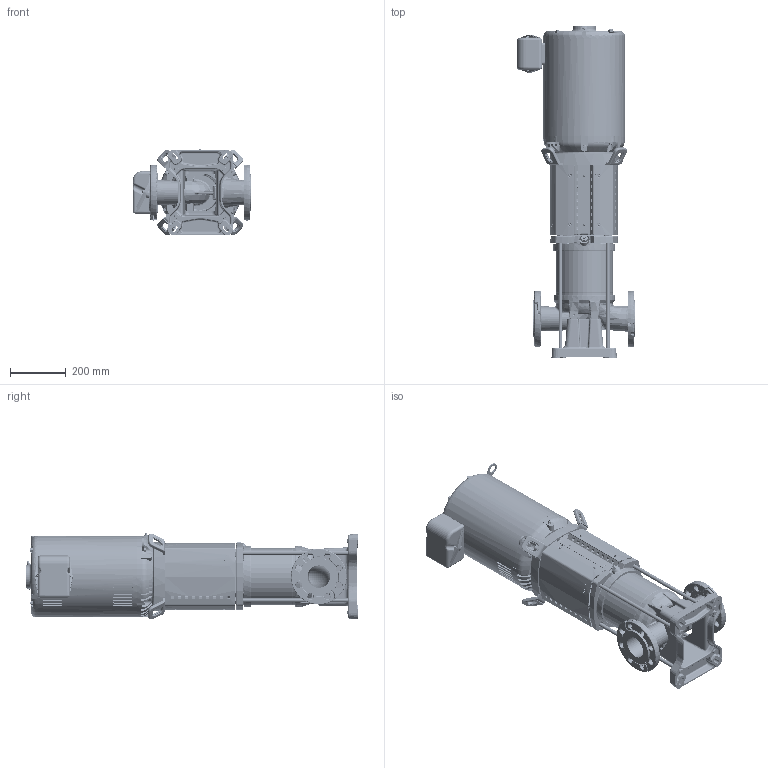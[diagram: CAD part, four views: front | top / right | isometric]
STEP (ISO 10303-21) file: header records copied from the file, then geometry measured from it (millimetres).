
FILE_DESCRIPTION(/* description */ (''),/* implementation_level */ '2;1');
FILE_NAME(/* name */ '2700886 - HELIX V270-02-1_A3_E_KS_N_20_3_Shrinkwrap_1.stp',/* time_stamp */ '2022-03-25T16:35:23-05:00',/* author */ ('faliszekte'),/* organization */ (''),/* preprocessor_version */ 'ST-DEVELOPER v18.1',/* originating_system */ 'Autodesk Inventor 2021',/* authorisation */ '');
FILE_SCHEMA (('AUTOMOTIVE_DESIGN { 1 0 10303 214 3 1 1 }'));
Length unit declared in the file: inch
Products named in the file (1): 2700886 - HELIX V270-02-1_A3_E_KS_N_20_3_Shrinkwrap_1
Bounding box: 423.52 x 1187.23 x 310.5 mm (x, y, z)
Volume: 888.3 mm3; surface area: 2618557.8 mm2
Topology: 2 solids, 73 shells, 5377 faces, 15760 edges, 10216 vertices
Faces by surface type: cylinder 1671, plane 1423, bspline 1200, cone 510, torus 492, sphere 81
Full cylindrical faces by diameter (mm): 0.833 x4, 2 x2, 4 x2, 4.5 x2, 4.918 x5, 6 x2, 8 x8, 9.525 x6, 10.25 x4, 13.208 x2, 14 x5, 14.376 x168, 16 x168, 16.662 x1, 17.5 x1, 18 x8, 18.64 x1, 20.813 x1, 28.067 x2, 31 x1, 47.6 x1, 88 x1, 95 x2, 110.3 x3, 114 x1, 119.6 x1, 131 x2, 200 x1, 203 x2, 204 x1
Entity records: 444405 total; most frequent: CARTESIAN_POINT 309558, ORIENTED_EDGE 28111, DIRECTION 24585, EDGE_CURVE 15656, VERTEX_POINT 10216, AXIS2_PLACEMENT_3D 9621, EDGE_LOOP 5750, FACE_OUTER_BOUND 5377
